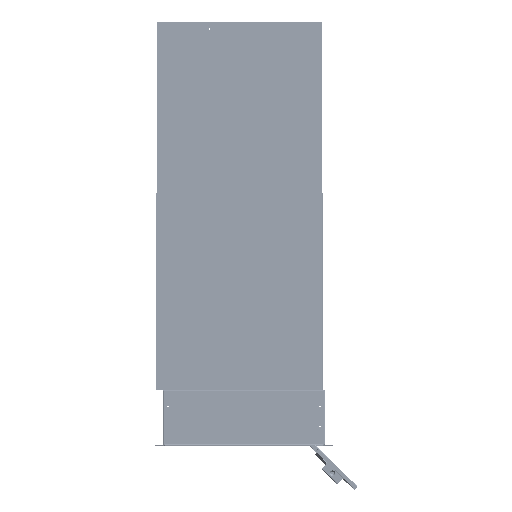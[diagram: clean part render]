
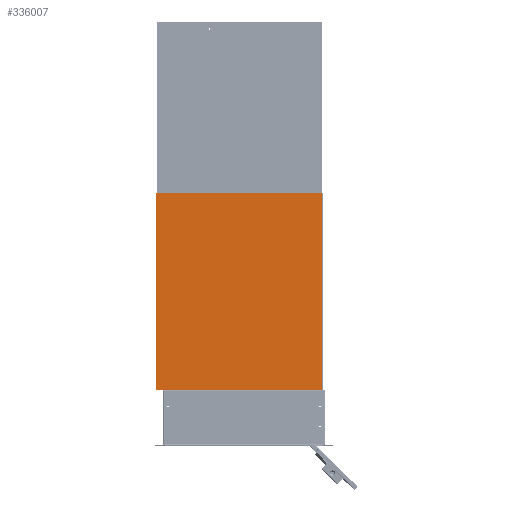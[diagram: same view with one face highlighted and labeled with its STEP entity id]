
A CAD part, top view. The second image highlights one B-rep face of the part: STEP entity #336007.
In plain terms, the highlighted planar face has unit normal (0, 0, 1).
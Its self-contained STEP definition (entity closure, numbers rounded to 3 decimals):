
#21846 = VERTEX_POINT ( 'NONE', #410619 ) ;
#47584 = ORIENTED_EDGE ( 'NONE', *, *, #327528, .F. ) ;
#76472 = AXIS2_PLACEMENT_3D ( 'NONE', #431390, #215157, #467726 ) ;
#81834 = LINE ( 'NONE', #153876, #273909 ) ;
#111930 = CARTESIAN_POINT ( 'NONE',  ( -2.3, 249.8, 127.25 ) ) ;
#115418 = LINE ( 'NONE', #367036, #284759 ) ;
#118788 = VECTOR ( 'NONE', #400917, 1000. ) ;
#119905 = CARTESIAN_POINT ( 'NONE',  ( -271.9, 249.8, 127.25 ) ) ;
#140822 = CARTESIAN_POINT ( 'NONE',  ( -271.9, -70.2, 127.25 ) ) ;
#153876 = CARTESIAN_POINT ( 'NONE',  ( -273.1, -70.2, 127.25 ) ) ;
#156196 = DIRECTION ( 'NONE',  ( 0., -1., 0. ) ) ;
#189206 = ORIENTED_EDGE ( 'NONE', *, *, #313293, .F. ) ;
#195185 = CARTESIAN_POINT ( 'NONE',  ( -2.3, 249.8, 127.25 ) ) ;
#215157 = DIRECTION ( 'NONE',  ( 0., 0., -1. ) ) ;
#224811 = EDGE_LOOP ( 'NONE', ( #323681, #189206, #47584, #364472 ) ) ;
#224963 = VERTEX_POINT ( 'NONE', #195185 ) ;
#230880 = VERTEX_POINT ( 'NONE', #318045 ) ;
#266906 = EDGE_CURVE ( 'NONE', #296435, #230880, #81834, .T. ) ;
#273909 = VECTOR ( 'NONE', #441202, 1000. ) ;
#284759 = VECTOR ( 'NONE', #403398, 1000. ) ;
#289976 = EDGE_CURVE ( 'NONE', #21846, #296435, #292400, .T. ) ;
#292400 = LINE ( 'NONE', #119905, #377186 ) ;
#296435 = VERTEX_POINT ( 'NONE', #140822 ) ;
#310778 = LINE ( 'NONE', #111930, #118788 ) ;
#313293 = EDGE_CURVE ( 'NONE', #224963, #230880, #310778, .T. ) ;
#318045 = CARTESIAN_POINT ( 'NONE',  ( -2.3, -70.2, 127.25 ) ) ;
#320282 = FACE_OUTER_BOUND ( 'NONE', #224811, .T. ) ;
#323681 = ORIENTED_EDGE ( 'NONE', *, *, #266906, .T. ) ;
#327528 = EDGE_CURVE ( 'NONE', #21846, #224963, #115418, .T. ) ;
#336007 = ADVANCED_FACE ( 'NONE', ( #320282 ), #428330, .F. ) ;
#364472 = ORIENTED_EDGE ( 'NONE', *, *, #289976, .T. ) ;
#367036 = CARTESIAN_POINT ( 'NONE',  ( -273.1, 249.8, 127.25 ) ) ;
#377186 = VECTOR ( 'NONE', #156196, 1000. ) ;
#400917 = DIRECTION ( 'NONE',  ( 0., -1., 0. ) ) ;
#403398 = DIRECTION ( 'NONE',  ( 1., 0., 0. ) ) ;
#410619 = CARTESIAN_POINT ( 'NONE',  ( -271.9, 249.8, 127.25 ) ) ;
#428330 = PLANE ( 'NONE',  #76472 ) ;
#431390 = CARTESIAN_POINT ( 'NONE',  ( -273.1, 249.8, 127.25 ) ) ;
#441202 = DIRECTION ( 'NONE',  ( 1., 0., 0. ) ) ;
#467726 = DIRECTION ( 'NONE',  ( -1., 0., 0. ) ) ;
